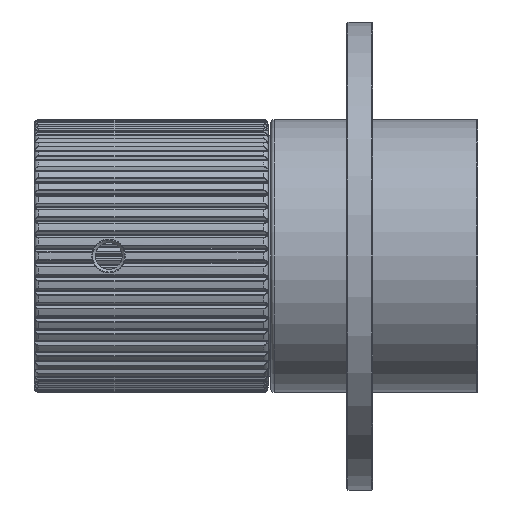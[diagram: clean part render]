
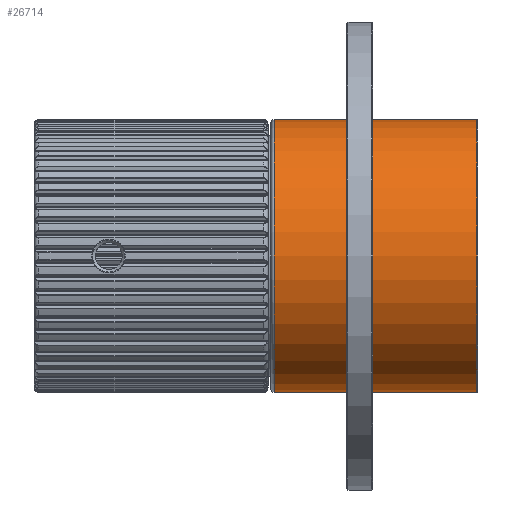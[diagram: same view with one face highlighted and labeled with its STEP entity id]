
A CAD part, left-side view. The second image highlights one B-rep face of the part: STEP entity #26714.
In plain terms, the highlighted cylindrical face has radius 21 mm (diameter 42 mm), a full revolution.
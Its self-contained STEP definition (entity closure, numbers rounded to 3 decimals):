
#938=LINE('',#38625,#2108);
#939=LINE('',#38635,#2109);
#2108=VECTOR('',#32310,1000.);
#2109=VECTOR('',#32311,1000.);
#3278=B_SPLINE_CURVE_WITH_KNOTS('',3,(#38616,#38617,#38618,#38619,#38620,
#38621,#38622),.UNSPECIFIED.,.F.,.F.,(4,1,1,1,4),(0.,
0.001,0.001,0.002,0.003),
 .UNSPECIFIED.);
#3279=B_SPLINE_CURVE_WITH_KNOTS('',3,(#38627,#38628,#38629,#38630,#38631,
#38632,#38633),.UNSPECIFIED.,.F.,.F.,(4,1,1,1,4),(0.,0.001,
0.001,0.002,0.003),
 .UNSPECIFIED.);
#4923=CYLINDRICAL_SURFACE('',#29730,21.);
#5968=ORIENTED_EDGE('',*,*,#14515,.T.);
#5969=ORIENTED_EDGE('',*,*,#14516,.T.);
#5970=ORIENTED_EDGE('',*,*,#14517,.T.);
#5971=ORIENTED_EDGE('',*,*,#14518,.T.);
#5972=ORIENTED_EDGE('',*,*,#14519,.T.);
#5973=ORIENTED_EDGE('',*,*,#14512,.F.);
#14512=EDGE_CURVE('',#18786,#18786,#21345,.T.);
#14515=EDGE_CURVE('',#18789,#18789,#21348,.T.);
#14516=EDGE_CURVE('',#18790,#18791,#3278,.T.);
#14517=EDGE_CURVE('',#18791,#18792,#938,.T.);
#14518=EDGE_CURVE('',#18792,#18793,#3279,.T.);
#14519=EDGE_CURVE('',#18793,#18790,#939,.F.);
#18786=VERTEX_POINT('',#38607);
#18789=VERTEX_POINT('',#38615);
#18790=VERTEX_POINT('',#38623);
#18791=VERTEX_POINT('',#38624);
#18792=VERTEX_POINT('',#38626);
#18793=VERTEX_POINT('',#38634);
#21345=CIRCLE('',#29726,21.);
#21348=CIRCLE('',#29731,21.);
#22746=EDGE_LOOP('',(#5968));
#22747=EDGE_LOOP('',(#5969,#5970,#5971,#5972));
#22748=EDGE_LOOP('',(#5973));
#24719=FACE_BOUND('',#22746,.T.);
#24720=FACE_BOUND('',#22747,.T.);
#24721=FACE_BOUND('',#22748,.T.);
#26714=ADVANCED_FACE('',(#24719,#24720,#24721),#4923,.T.);
#29726=AXIS2_PLACEMENT_3D('',#38606,#32298,#32299);
#29730=AXIS2_PLACEMENT_3D('',#38613,#32306,#32307);
#29731=AXIS2_PLACEMENT_3D('',#38614,#32308,#32309);
#32298=DIRECTION('',(0.,1.,0.));
#32299=DIRECTION('',(0.,0.,1.));
#32306=DIRECTION('',(0.,-1.,0.));
#32307=DIRECTION('',(0.,0.,-1.));
#32308=DIRECTION('',(0.,1.,0.));
#32309=DIRECTION('',(0.,0.,1.));
#32310=DIRECTION('',(0.,-1.,0.));
#32311=DIRECTION('',(0.,-1.,0.));
#38606=CARTESIAN_POINT('',(0.,31.35,0.));
#38607=CARTESIAN_POINT('',(0.,31.35,21.));
#38613=CARTESIAN_POINT('',(0.,15.675,0.));
#38614=CARTESIAN_POINT('',(0.,0.2,0.));
#38615=CARTESIAN_POINT('',(0.,0.2,21.));
#38616=CARTESIAN_POINT('',(20.983,29.788,0.84));
#38617=CARTESIAN_POINT('',(20.983,30.011,0.84));
#38618=CARTESIAN_POINT('',(20.992,30.45,0.66));
#38619=CARTESIAN_POINT('',(21.004,30.731,0.001));
#38620=CARTESIAN_POINT('',(20.992,30.45,-0.661));
#38621=CARTESIAN_POINT('',(20.983,30.011,-0.84));
#38622=CARTESIAN_POINT('',(20.983,29.788,-0.84));
#38623=CARTESIAN_POINT('',(20.983,29.788,0.84));
#38624=CARTESIAN_POINT('',(20.983,29.788,-0.84));
#38625=CARTESIAN_POINT('',(20.983,15.675,-0.84));
#38626=CARTESIAN_POINT('',(20.983,24.312,-0.84));
#38627=CARTESIAN_POINT('',(20.983,24.312,-0.84));
#38628=CARTESIAN_POINT('',(20.983,24.089,-0.84));
#38629=CARTESIAN_POINT('',(20.992,23.65,-0.66));
#38630=CARTESIAN_POINT('',(21.004,23.369,-0.001));
#38631=CARTESIAN_POINT('',(20.992,23.65,0.661));
#38632=CARTESIAN_POINT('',(20.983,24.089,0.84));
#38633=CARTESIAN_POINT('',(20.983,24.312,0.84));
#38634=CARTESIAN_POINT('',(20.983,24.312,0.84));
#38635=CARTESIAN_POINT('',(20.983,15.675,0.84));
